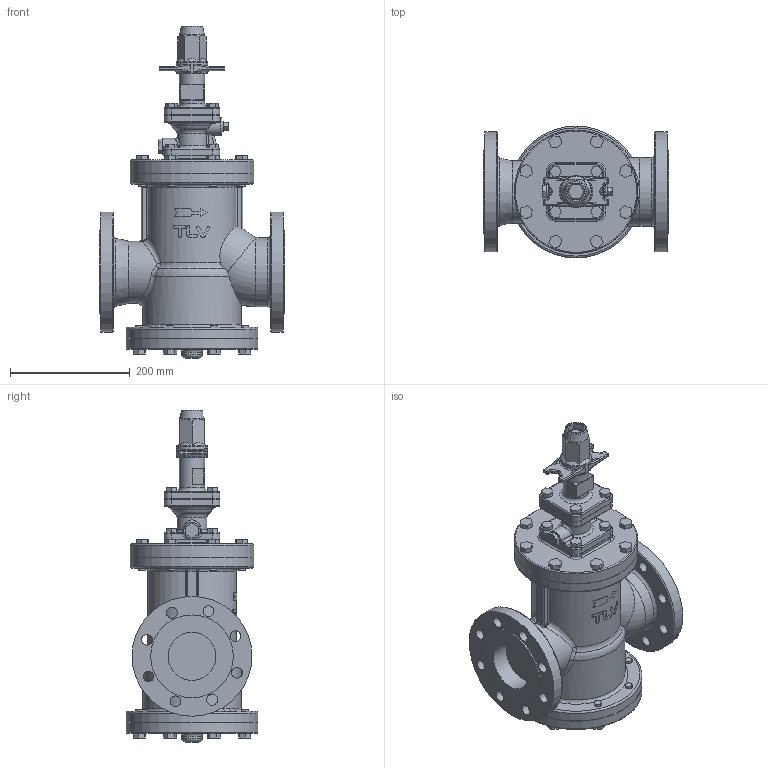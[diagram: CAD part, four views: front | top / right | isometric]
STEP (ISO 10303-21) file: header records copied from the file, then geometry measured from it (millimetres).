
FILE_DESCRIPTION(/* description */ (''),/* implementation_level */ '2;1');
FILE_NAME(/* name */ 'csr16-080-e0040-00.stp',/* time_stamp */ '2018-02-07T15:24:43+09:00',/* author */ ('nakaot'),/* organization */ (''),/* preprocessor_version */ 'ST-DEVELOPER v15.6',/* originating_system */ 'Autodesk Inventor 2015',/* authorisation */ '');
FILE_SCHEMA (('CONFIG_CONTROL_DESIGN'));
Length unit declared in the file: millimetre
Products named in the file (1): csr16-080-e0040-00
Bounding box: 310 x 220 x 554 mm (x, y, z)
Volume: 10239890.2 mm3; surface area: 617057.8 mm2
Topology: 1 solids, 1 shells, 715 faces, 1707 edges, 1024 vertices
Faces by surface type: plane 331, cylinder 237, torus 67, bspline 42, sphere 29, cone 9
Full cylindrical faces by diameter (mm): 10 x8, 12 x32, 17 x1, 18 x16, 21 x1, 30 x1, 34 x1, 42 x1, 52 x1, 62.635 x1, 69.584 x1, 80 x2, 104 x1, 115 x1, 135.233 x1, 138 x2, 162.771 x1, 164 x1, 200 x2, 206 x2, 220 x2
Entity records: 22147 total; most frequent: CARTESIAN_POINT 6152, DIRECTION 3331, ORIENTED_EDGE 3106, EDGE_CURVE 1553, AXIS2_PLACEMENT_3D 1255, VERTEX_POINT 1014, EDGE_LOOP 961, LINE 821
